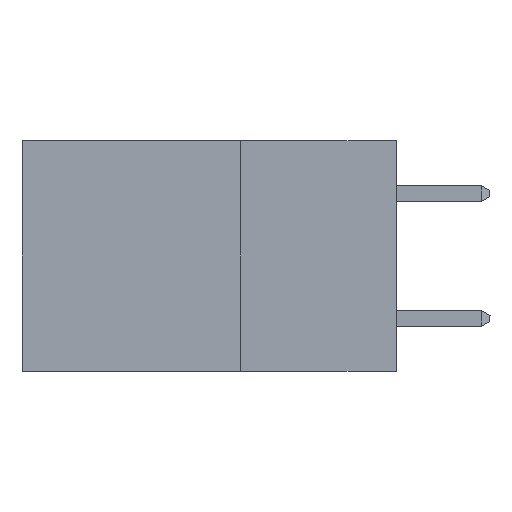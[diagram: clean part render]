
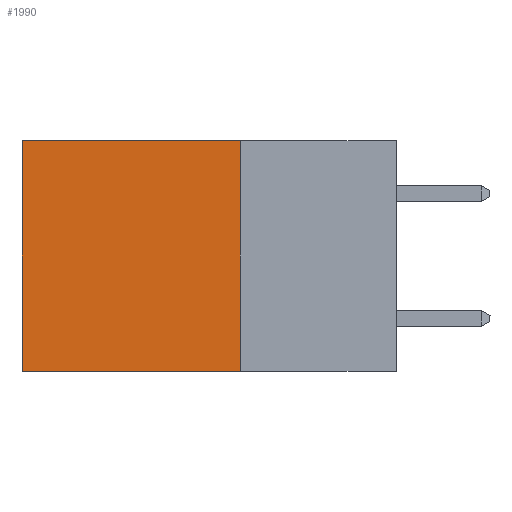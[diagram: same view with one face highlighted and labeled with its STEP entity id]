
A CAD part, left-side view. The second image highlights one B-rep face of the part: STEP entity #1990.
In plain terms, the highlighted planar face has unit normal (-1, 0, 0).
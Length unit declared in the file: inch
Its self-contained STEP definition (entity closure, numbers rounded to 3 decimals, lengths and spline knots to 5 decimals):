
#319 = EDGE_CURVE ( 'NONE', #3087, #2654, #9680, .T. ) ;
#339 = DIRECTION ( 'NONE',  ( 0., 0., -1. ) ) ;
#585 = CARTESIAN_POINT ( 'NONE',  ( 0.298, 0.25, -0.37 ) ) ;
#1481 = ORIENTED_EDGE ( 'NONE', *, *, #16136, .T. ) ;
#1496 = CARTESIAN_POINT ( 'NONE',  ( 0.298, 0.6, -0.37 ) ) ;
#1614 = ORIENTED_EDGE ( 'NONE', *, *, #319, .F. ) ;
#1870 = VECTOR ( 'NONE', #4306, 39.37008 ) ;
#1990 = ADVANCED_FACE ( 'NONE', ( #15714 ), #15525, .F. ) ;
#2055 = CARTESIAN_POINT ( 'NONE',  ( 0.298, 0.25, 0. ) ) ;
#2654 = VERTEX_POINT ( 'NONE', #6764 ) ;
#3087 = VERTEX_POINT ( 'NONE', #2055 ) ;
#3960 = ORIENTED_EDGE ( 'NONE', *, *, #16687, .F. ) ;
#4306 = DIRECTION ( 'NONE',  ( 0., 0., -1. ) ) ;
#5479 = VECTOR ( 'NONE', #339, 39.37008 ) ;
#5692 = LINE ( 'NONE', #14846, #5479 ) ;
#5760 = CARTESIAN_POINT ( 'NONE',  ( 0.298, 0.25, 0. ) ) ;
#5945 = CARTESIAN_POINT ( 'NONE',  ( 0.298, 0.25, 0. ) ) ;
#6422 = CARTESIAN_POINT ( 'NONE',  ( 0.298, 0.6, 0. ) ) ;
#6714 = CARTESIAN_POINT ( 'NONE',  ( 0.298, 0.25, 0. ) ) ;
#6764 = CARTESIAN_POINT ( 'NONE',  ( 0.298, 0.25, -0.37 ) ) ;
#8535 = LINE ( 'NONE', #585, #9749 ) ;
#9574 = VECTOR ( 'NONE', #16496, 39.37008 ) ;
#9680 = LINE ( 'NONE', #5760, #1870 ) ;
#9749 = VECTOR ( 'NONE', #12248, 39.37008 ) ;
#9918 = EDGE_LOOP ( 'NONE', ( #16761, #3960, #1614, #1481 ) ) ;
#10158 = VERTEX_POINT ( 'NONE', #1496 ) ;
#11507 = VERTEX_POINT ( 'NONE', #6422 ) ;
#11555 = DIRECTION ( 'NONE',  ( 1., 0., 0. ) ) ;
#12248 = DIRECTION ( 'NONE',  ( 0., 1., 0. ) ) ;
#13038 = LINE ( 'NONE', #5945, #9574 ) ;
#14846 = CARTESIAN_POINT ( 'NONE',  ( 0.298, 0.6, 0. ) ) ;
#15326 = EDGE_CURVE ( 'NONE', #11507, #10158, #5692, .T. ) ;
#15525 = PLANE ( 'NONE',  #16985 ) ;
#15714 = FACE_OUTER_BOUND ( 'NONE', #9918, .T. ) ;
#15822 = DIRECTION ( 'NONE',  ( 0., 0., -1. ) ) ;
#16136 = EDGE_CURVE ( 'NONE', #3087, #11507, #13038, .T. ) ;
#16496 = DIRECTION ( 'NONE',  ( 0., 1., 0. ) ) ;
#16687 = EDGE_CURVE ( 'NONE', #2654, #10158, #8535, .T. ) ;
#16761 = ORIENTED_EDGE ( 'NONE', *, *, #15326, .T. ) ;
#16985 = AXIS2_PLACEMENT_3D ( 'NONE', #6714, #11555, #15822 ) ;
